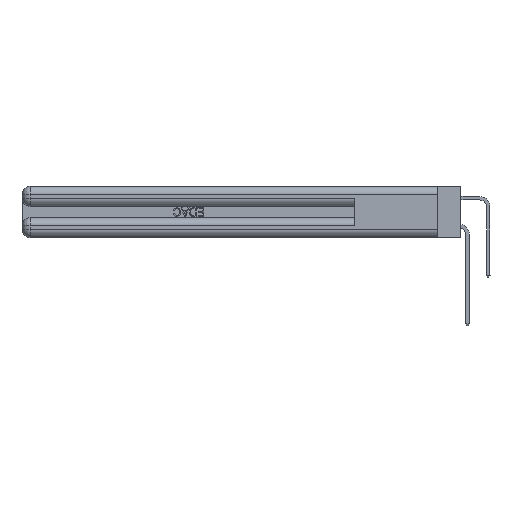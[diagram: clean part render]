
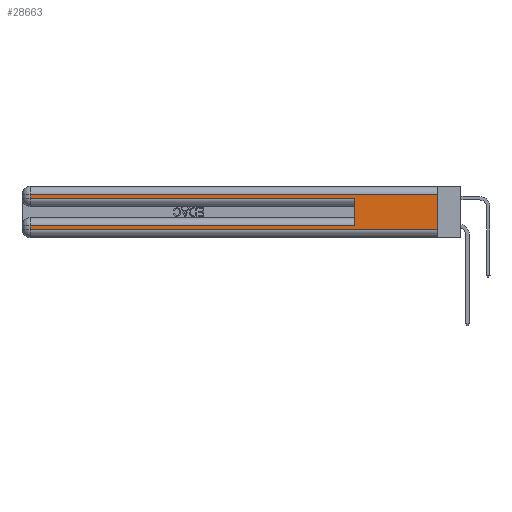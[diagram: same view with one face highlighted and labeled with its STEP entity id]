
A CAD part, left-side view. The second image highlights one B-rep face of the part: STEP entity #28663.
In plain terms, the highlighted planar face has unit normal (-1, 0, 0).
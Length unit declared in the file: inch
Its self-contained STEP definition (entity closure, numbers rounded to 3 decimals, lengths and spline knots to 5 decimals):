
#682 = EDGE_CURVE ( 'NONE', #5885, #44844, #10361, .T. ) ;
#1184 = CARTESIAN_POINT ( 'NONE',  ( 0., 0., 0.31 ) ) ;
#3031 = LINE ( 'NONE', #18402, #27656 ) ;
#3626 = VERTEX_POINT ( 'NONE', #43079 ) ;
#5885 = VERTEX_POINT ( 'NONE', #37189 ) ;
#6067 = CARTESIAN_POINT ( 'NONE',  ( 0., 0.6, 0.085 ) ) ;
#6614 = DIRECTION ( 'NONE',  ( 0., 1., 0. ) ) ;
#6827 = DIRECTION ( 'NONE',  ( 0., 0., -1. ) ) ;
#8257 = EDGE_CURVE ( 'NONE', #31805, #36820, #25918, .T. ) ;
#8773 = VERTEX_POINT ( 'NONE', #6067 ) ;
#9103 = FACE_OUTER_BOUND ( 'NONE', #29020, .T. ) ;
#10130 = CARTESIAN_POINT ( 'NONE',  ( 0., 2.94, 0.085 ) ) ;
#10361 = LINE ( 'NONE', #23158, #45193 ) ;
#10536 = CARTESIAN_POINT ( 'NONE',  ( 0., 0., 0.37 ) ) ;
#11983 = ORIENTED_EDGE ( 'NONE', *, *, #48317, .F. ) ;
#12375 = CARTESIAN_POINT ( 'NONE',  ( 0., 2.94, 0.31 ) ) ;
#12435 = VECTOR ( 'NONE', #27467, 39.37008 ) ;
#13180 = CARTESIAN_POINT ( 'NONE',  ( 0., 2.94, 0.37 ) ) ;
#13527 = LINE ( 'NONE', #44899, #39317 ) ;
#14779 = CARTESIAN_POINT ( 'NONE',  ( 0., 0.6, 0.145 ) ) ;
#15727 = VECTOR ( 'NONE', #20733, 39.37008 ) ;
#17057 = EDGE_CURVE ( 'NONE', #45347, #3626, #21710, .T. ) ;
#18402 = CARTESIAN_POINT ( 'NONE',  ( 0., 0., 0.37 ) ) ;
#20733 = DIRECTION ( 'NONE',  ( 0., 1., 0. ) ) ;
#21710 = LINE ( 'NONE', #46180, #48136 ) ;
#22240 = VECTOR ( 'NONE', #29115, 39.37008 ) ;
#22838 = VECTOR ( 'NONE', #49490, 39.37008 ) ;
#22912 = CARTESIAN_POINT ( 'NONE',  ( 0., 0., 0.06 ) ) ;
#23158 = CARTESIAN_POINT ( 'NONE',  ( 0., 0., 0.06 ) ) ;
#25254 = LINE ( 'NONE', #14779, #22838 ) ;
#25918 = LINE ( 'NONE', #30601, #15727 ) ;
#27467 = DIRECTION ( 'NONE',  ( 0., 0., -1. ) ) ;
#27656 = VECTOR ( 'NONE', #34479, 39.37008 ) ;
#28201 = ORIENTED_EDGE ( 'NONE', *, *, #8257, .T. ) ;
#28663 = ADVANCED_FACE ( 'NONE', ( #9103 ), #29673, .F. ) ;
#29020 = EDGE_LOOP ( 'NONE', ( #30154, #28201, #35733, #34758, #11983, #44447, #35075, #44208 ) ) ;
#29115 = DIRECTION ( 'NONE',  ( 0., 0., -1. ) ) ;
#29673 = PLANE ( 'NONE',  #38292 ) ;
#30037 = LINE ( 'NONE', #13180, #22240 ) ;
#30154 = ORIENTED_EDGE ( 'NONE', *, *, #43101, .F. ) ;
#30601 = CARTESIAN_POINT ( 'NONE',  ( 0., 0., 0.31 ) ) ;
#31805 = VERTEX_POINT ( 'NONE', #1184 ) ;
#34202 = DIRECTION ( 'NONE',  ( 1., 0., 0. ) ) ;
#34479 = DIRECTION ( 'NONE',  ( 0., 0., -1. ) ) ;
#34675 = LINE ( 'NONE', #42906, #12435 ) ;
#34758 = ORIENTED_EDGE ( 'NONE', *, *, #17057, .T. ) ;
#35072 = DIRECTION ( 'NONE',  ( 0., -1., 0. ) ) ;
#35075 = ORIENTED_EDGE ( 'NONE', *, *, #42371, .T. ) ;
#35733 = ORIENTED_EDGE ( 'NONE', *, *, #38749, .T. ) ;
#36820 = VERTEX_POINT ( 'NONE', #12375 ) ;
#37081 = EDGE_CURVE ( 'NONE', #8773, #40547, #13527, .T. ) ;
#37189 = CARTESIAN_POINT ( 'NONE',  ( 0., 2.94, 0.06 ) ) ;
#38292 = AXIS2_PLACEMENT_3D ( 'NONE', #10536, #34202, #6827 ) ;
#38749 = EDGE_CURVE ( 'NONE', #36820, #45347, #34675, .T. ) ;
#39317 = VECTOR ( 'NONE', #6614, 39.37008 ) ;
#40547 = VERTEX_POINT ( 'NONE', #10130 ) ;
#42246 = CARTESIAN_POINT ( 'NONE',  ( 0., 2.94, 0.285 ) ) ;
#42371 = EDGE_CURVE ( 'NONE', #40547, #5885, #30037, .T. ) ;
#42906 = CARTESIAN_POINT ( 'NONE',  ( 0., 2.94, 0.37 ) ) ;
#43079 = CARTESIAN_POINT ( 'NONE',  ( 0., 0.6, 0.285 ) ) ;
#43101 = EDGE_CURVE ( 'NONE', #31805, #44844, #3031, .T. ) ;
#44208 = ORIENTED_EDGE ( 'NONE', *, *, #682, .T. ) ;
#44447 = ORIENTED_EDGE ( 'NONE', *, *, #37081, .T. ) ;
#44844 = VERTEX_POINT ( 'NONE', #22912 ) ;
#44899 = CARTESIAN_POINT ( 'NONE',  ( 0., 0., 0.085 ) ) ;
#45193 = VECTOR ( 'NONE', #35072, 39.37008 ) ;
#45347 = VERTEX_POINT ( 'NONE', #42246 ) ;
#45518 = DIRECTION ( 'NONE',  ( 0., -1., 0. ) ) ;
#46180 = CARTESIAN_POINT ( 'NONE',  ( 0., 0., 0.285 ) ) ;
#48136 = VECTOR ( 'NONE', #45518, 39.37008 ) ;
#48317 = EDGE_CURVE ( 'NONE', #8773, #3626, #25254, .T. ) ;
#49490 = DIRECTION ( 'NONE',  ( 0., 0., 1. ) ) ;
